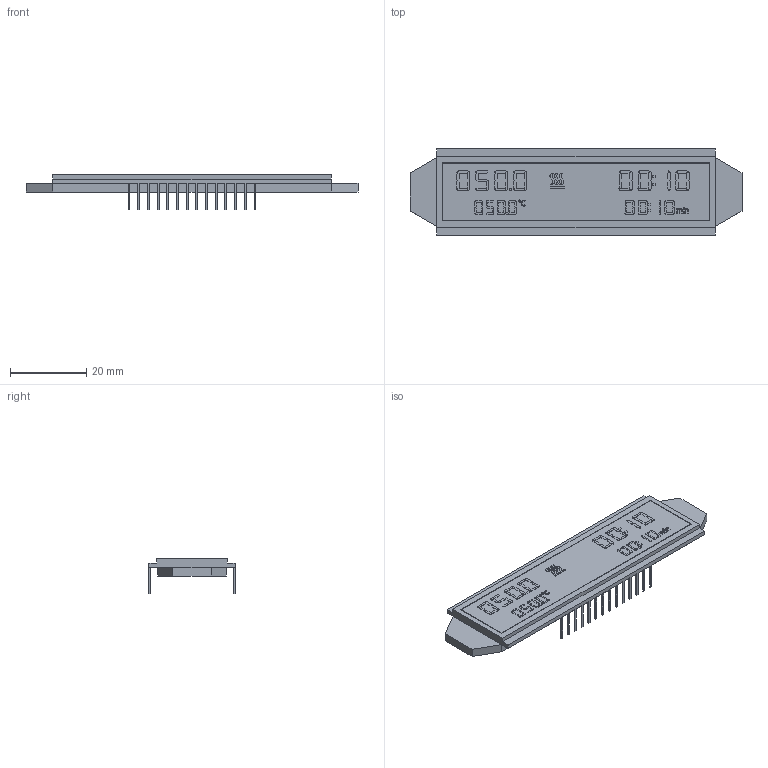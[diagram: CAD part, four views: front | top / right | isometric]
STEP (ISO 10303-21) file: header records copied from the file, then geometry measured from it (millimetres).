
FILE_DESCRIPTION (( 'STEP AP214' ), '1' );
FILE_NAME ('踢扽唌珆尨そ.STEP', '2022-11-23T06:12:02', ( '' ), ( '' ), 'SwSTEP 2.0', 'SolidWorks 2016', '' );
FILE_SCHEMA (( 'AUTOMOTIVE_DESIGN' ));
Length unit declared in the file: millimetre
Products named in the file (1): 踢扽唌珆尨そ
Bounding box: 87 x 22.6 x 9.2 mm (x, y, z)
Volume: 5522.1 mm3; surface area: 9661.3 mm2
Topology: 3 solids, 3 shells, 819 faces, 2119 edges, 1410 vertices
Faces by surface type: plane 723, bspline 96
Entity records: 28251 total; most frequent: CARTESIAN_POINT 8549, ORIENTED_EDGE 4238, DIRECTION 3375, EDGE_CURVE 2119, LINE 1927, VECTOR 1927, VERTEX_POINT 1410, EDGE_LOOP 923
